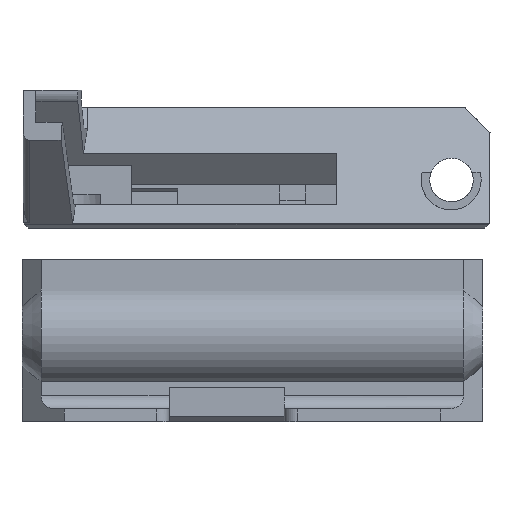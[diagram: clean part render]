
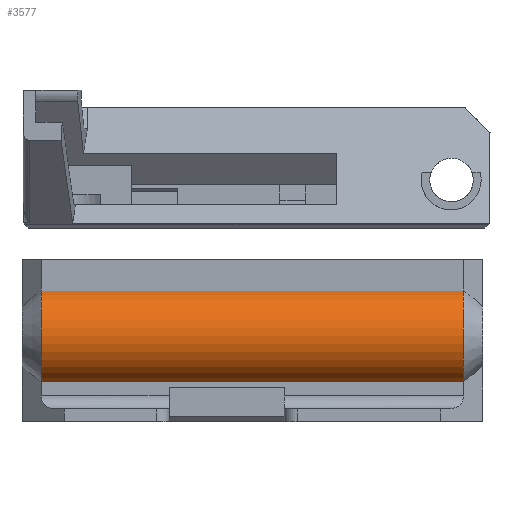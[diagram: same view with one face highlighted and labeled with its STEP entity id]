
A CAD part, left-side view. The second image highlights one B-rep face of the part: STEP entity #3577.
In plain terms, the highlighted cylindrical face has radius 3.8 mm (diameter 7.6 mm), a partial arc.
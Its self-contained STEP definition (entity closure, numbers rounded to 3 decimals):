
#103=CYLINDRICAL_SURFACE('',#3891,3.8);
#208=CIRCLE('',#3889,3.8);
#209=CIRCLE('',#3892,3.8);
#507=FACE_OUTER_BOUND('',#701,.T.);
#701=EDGE_LOOP('',(#3335,#3336,#3337,#3338));
#951=LINE('',#5656,#1332);
#1115=LINE('',#6208,#1496);
#1332=VECTOR('',#4415,10.);
#1496=VECTOR('',#4841,10.);
#1687=VERTEX_POINT('',#5653);
#1688=VERTEX_POINT('',#5655);
#1834=VERTEX_POINT('',#6198);
#1835=VERTEX_POINT('',#6207);
#2117=EDGE_CURVE('',#1688,#1687,#951,.F.);
#2344=EDGE_CURVE('',#1834,#1687,#208,.T.);
#2347=EDGE_CURVE('',#1835,#1834,#1115,.F.);
#2348=EDGE_CURVE('',#1688,#1835,#209,.T.);
#3335=ORIENTED_EDGE('',*,*,#2344,.F.);
#3336=ORIENTED_EDGE('',*,*,#2347,.F.);
#3337=ORIENTED_EDGE('',*,*,#2348,.F.);
#3338=ORIENTED_EDGE('',*,*,#2117,.T.);
#3577=ADVANCED_FACE('',(#507),#103,.T.);
#3889=AXIS2_PLACEMENT_3D('',#6202,#4833,#4834);
#3891=AXIS2_PLACEMENT_3D('',#6206,#4839,#4840);
#3892=AXIS2_PLACEMENT_3D('',#6209,#4842,#4843);
#4415=DIRECTION('',(0.,1.,0.));
#4833=DIRECTION('center_axis',(0.,-1.,0.));
#4834=DIRECTION('ref_axis',(-1.,0.,0.));
#4839=DIRECTION('center_axis',(0.,-1.,0.));
#4840=DIRECTION('ref_axis',(-1.,0.,0.));
#4841=DIRECTION('',(0.,1.,0.));
#4842=DIRECTION('center_axis',(0.,1.,0.));
#4843=DIRECTION('ref_axis',(-1.,0.,0.));
#5653=CARTESIAN_POINT('',(-3.9,-27.086,-9.133));
#5655=CARTESIAN_POINT('',(-3.9,5.914,-9.133));
#5656=CARTESIAN_POINT('',(-3.9,11.414,-9.133));
#6198=CARTESIAN_POINT('',(-3.9,-27.086,-2.067));
#6202=CARTESIAN_POINT('Origin',(-2.5,-27.086,-5.6));
#6206=CARTESIAN_POINT('Origin',(-2.5,11.414,-5.6));
#6207=CARTESIAN_POINT('',(-3.9,5.914,-2.067));
#6208=CARTESIAN_POINT('',(-3.9,11.414,-2.067));
#6209=CARTESIAN_POINT('Origin',(-2.5,5.914,-5.6));
